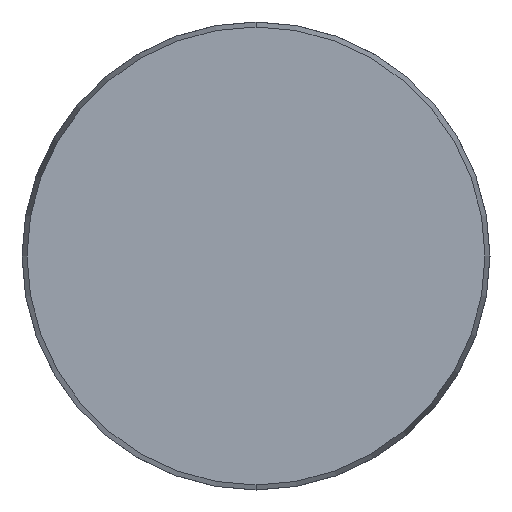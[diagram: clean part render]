
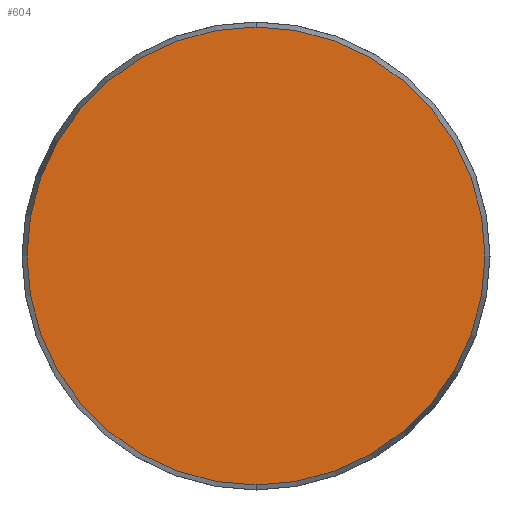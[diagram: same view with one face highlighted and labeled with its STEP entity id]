
A CAD part, front view. The second image highlights one B-rep face of the part: STEP entity #604.
In plain terms, the highlighted planar face has unit normal (0, -1, 0).
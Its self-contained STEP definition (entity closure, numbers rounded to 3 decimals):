
#43 = EDGE_CURVE ( 'NONE', #148, #235, #999, .T. ) ;
#111 = DIRECTION ( 'NONE',  ( 0., 1., 0. ) ) ;
#148 = VERTEX_POINT ( 'NONE', #735 ) ;
#196 = EDGE_LOOP ( 'NONE', ( #576, #230 ) ) ;
#230 = ORIENTED_EDGE ( 'NONE', *, *, #1164, .T. ) ;
#235 = VERTEX_POINT ( 'NONE', #396 ) ;
#396 = CARTESIAN_POINT ( 'NONE',  ( 0., 0., -39.143 ) ) ;
#443 = DIRECTION ( 'NONE',  ( 0., 0., -1. ) ) ;
#485 = PLANE ( 'NONE',  #620 ) ;
#528 = DIRECTION ( 'NONE',  ( 0., 0., -1. ) ) ;
#576 = ORIENTED_EDGE ( 'NONE', *, *, #43, .T. ) ;
#578 = CARTESIAN_POINT ( 'NONE',  ( -39.143, 0., 0. ) ) ;
#604 = ADVANCED_FACE ( 'NONE', ( #678 ), #485, .F. ) ;
#620 = AXIS2_PLACEMENT_3D ( 'NONE', #578, #111, #751 ) ;
#678 = FACE_OUTER_BOUND ( 'NONE', #196, .T. ) ;
#690 = AXIS2_PLACEMENT_3D ( 'NONE', #1182, #736, #528 ) ;
#735 = CARTESIAN_POINT ( 'NONE',  ( 0., 0., 39.143 ) ) ;
#736 = DIRECTION ( 'NONE',  ( 0., -1., 0. ) ) ;
#751 = DIRECTION ( 'NONE',  ( 0., 0., 1. ) ) ;
#812 = AXIS2_PLACEMENT_3D ( 'NONE', #904, #995, #443 ) ;
#904 = CARTESIAN_POINT ( 'NONE',  ( 0., 0., 0. ) ) ;
#995 = DIRECTION ( 'NONE',  ( 0., -1., 0. ) ) ;
#999 = CIRCLE ( 'NONE', #812, 39.143 ) ;
#1066 = CIRCLE ( 'NONE', #690, 39.143 ) ;
#1164 = EDGE_CURVE ( 'NONE', #235, #148, #1066, .T. ) ;
#1182 = CARTESIAN_POINT ( 'NONE',  ( 0., 0., 0. ) ) ;
